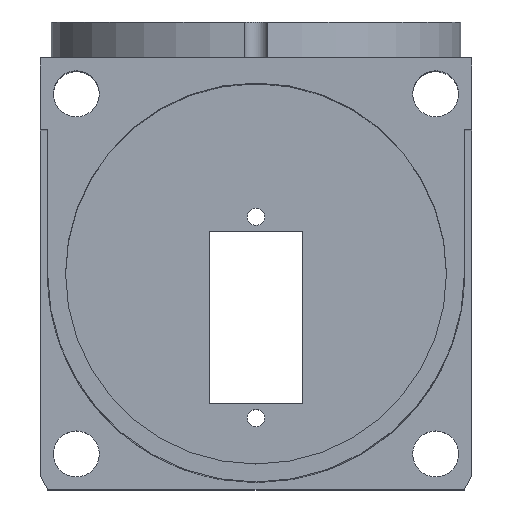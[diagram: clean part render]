
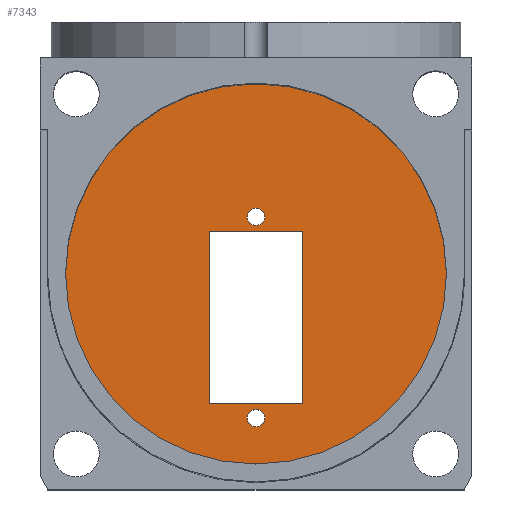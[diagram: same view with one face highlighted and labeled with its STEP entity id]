
A CAD part, top view. The second image highlights one B-rep face of the part: STEP entity #7343.
In plain terms, the highlighted planar face has unit normal (0, 0, 1).
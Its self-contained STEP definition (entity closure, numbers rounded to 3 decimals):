
#549 = CYLINDRICAL_SURFACE('',#550,1.2);
#550 = AXIS2_PLACEMENT_3D('',#551,#552,#553);
#551 = CARTESIAN_POINT('',(0.,-20.,67.));
#552 = DIRECTION('',(0.,0.,1.));
#553 = DIRECTION('',(1.,0.,0.));
#616 = PLANE('',#617);
#617 = AXIS2_PLACEMENT_3D('',#618,#619,#620);
#618 = CARTESIAN_POINT('',(6.5,6.,67.));
#619 = DIRECTION('',(-1.,0.,0.));
#620 = DIRECTION('',(0.,-1.,0.));
#644 = PLANE('',#645);
#645 = AXIS2_PLACEMENT_3D('',#646,#647,#648);
#646 = CARTESIAN_POINT('',(-6.5,6.,67.));
#647 = DIRECTION('',(0.,-1.,0.));
#648 = DIRECTION('',(1.,0.,0.));
#672 = PLANE('',#673);
#673 = AXIS2_PLACEMENT_3D('',#674,#675,#676);
#674 = CARTESIAN_POINT('',(-6.5,-18.,67.));
#675 = DIRECTION('',(1.,0.,0.));
#676 = DIRECTION('',(0.,1.,0.));
#698 = PLANE('',#699);
#699 = AXIS2_PLACEMENT_3D('',#700,#701,#702);
#700 = CARTESIAN_POINT('',(6.5,-18.,67.));
#701 = DIRECTION('',(0.,1.,0.));
#702 = DIRECTION('',(-1.,0.,0.));
#768 = CYLINDRICAL_SURFACE('',#769,1.2);
#769 = AXIS2_PLACEMENT_3D('',#770,#771,#772);
#770 = CARTESIAN_POINT('',(0.,8.,67.));
#771 = DIRECTION('',(0.,0.,1.));
#772 = DIRECTION('',(1.,0.,0.));
#1093 = CYLINDRICAL_SURFACE('',#1094,26.5);
#1094 = AXIS2_PLACEMENT_3D('',#1095,#1096,#1097);
#1095 = CARTESIAN_POINT('',(0.,0.,67.));
#1096 = DIRECTION('',(0.,0.,1.));
#1097 = DIRECTION('',(1.,0.,0.));
#2391 = EDGE_CURVE('',#2392,#2392,#2394,.T.);
#2392 = VERTEX_POINT('',#2393);
#2393 = CARTESIAN_POINT('',(1.2,-20.,5.));
#2394 = SURFACE_CURVE('',#2395,(#2400,#2407),.PCURVE_S1.);
#2395 = CIRCLE('',#2396,1.2);
#2396 = AXIS2_PLACEMENT_3D('',#2397,#2398,#2399);
#2397 = CARTESIAN_POINT('',(0.,-20.,5.));
#2398 = DIRECTION('',(0.,0.,1.));
#2399 = DIRECTION('',(1.,0.,0.));
#2400 = PCURVE('',#549,#2401);
#2401 = DEFINITIONAL_REPRESENTATION('',(#2402),#2406);
#2402 = LINE('',#2403,#2404);
#2403 = CARTESIAN_POINT('',(0.,-62.));
#2404 = VECTOR('',#2405,1.);
#2405 = DIRECTION('',(1.,0.));
#2406 = ( GEOMETRIC_REPRESENTATION_CONTEXT(2) 
PARAMETRIC_REPRESENTATION_CONTEXT() REPRESENTATION_CONTEXT('2D SPACE',''
  ) );
#2407 = PCURVE('',#2408,#2413);
#2408 = PLANE('',#2409);
#2409 = AXIS2_PLACEMENT_3D('',#2410,#2411,#2412);
#2410 = CARTESIAN_POINT('',(0.,0.,5.));
#2411 = DIRECTION('',(0.,0.,1.));
#2412 = DIRECTION('',(1.,0.,0.));
#2413 = DEFINITIONAL_REPRESENTATION('',(#2414),#2418);
#2414 = CIRCLE('',#2415,1.2);
#2415 = AXIS2_PLACEMENT_2D('',#2416,#2417);
#2416 = CARTESIAN_POINT('',(0.,-20.));
#2417 = DIRECTION('',(1.,0.));
#2418 = ( GEOMETRIC_REPRESENTATION_CONTEXT(2) 
PARAMETRIC_REPRESENTATION_CONTEXT() REPRESENTATION_CONTEXT('2D SPACE',''
  ) );
#2500 = EDGE_CURVE('',#2501,#2503,#2505,.T.);
#2501 = VERTEX_POINT('',#2502);
#2502 = CARTESIAN_POINT('',(6.5,6.,5.));
#2503 = VERTEX_POINT('',#2504);
#2504 = CARTESIAN_POINT('',(6.5,-18.,5.));
#2505 = SURFACE_CURVE('',#2506,(#2510,#2517),.PCURVE_S1.);
#2506 = LINE('',#2507,#2508);
#2507 = CARTESIAN_POINT('',(6.5,3.,5.));
#2508 = VECTOR('',#2509,1.);
#2509 = DIRECTION('',(0.,-1.,0.));
#2510 = PCURVE('',#616,#2511);
#2511 = DEFINITIONAL_REPRESENTATION('',(#2512),#2516);
#2512 = LINE('',#2513,#2514);
#2513 = CARTESIAN_POINT('',(3.,-62.));
#2514 = VECTOR('',#2515,1.);
#2515 = DIRECTION('',(1.,0.));
#2516 = ( GEOMETRIC_REPRESENTATION_CONTEXT(2) 
PARAMETRIC_REPRESENTATION_CONTEXT() REPRESENTATION_CONTEXT('2D SPACE',''
  ) );
#2517 = PCURVE('',#2408,#2518);
#2518 = DEFINITIONAL_REPRESENTATION('',(#2519),#2523);
#2519 = LINE('',#2520,#2521);
#2520 = CARTESIAN_POINT('',(6.5,3.));
#2521 = VECTOR('',#2522,1.);
#2522 = DIRECTION('',(0.,-1.));
#2523 = ( GEOMETRIC_REPRESENTATION_CONTEXT(2) 
PARAMETRIC_REPRESENTATION_CONTEXT() REPRESENTATION_CONTEXT('2D SPACE',''
  ) );
#2571 = EDGE_CURVE('',#2503,#2572,#2574,.T.);
#2572 = VERTEX_POINT('',#2573);
#2573 = CARTESIAN_POINT('',(-6.5,-18.,5.));
#2574 = SURFACE_CURVE('',#2575,(#2579,#2586),.PCURVE_S1.);
#2575 = LINE('',#2576,#2577);
#2576 = CARTESIAN_POINT('',(3.25,-18.,5.));
#2577 = VECTOR('',#2578,1.);
#2578 = DIRECTION('',(-1.,0.,0.));
#2579 = PCURVE('',#698,#2580);
#2580 = DEFINITIONAL_REPRESENTATION('',(#2581),#2585);
#2581 = LINE('',#2582,#2583);
#2582 = CARTESIAN_POINT('',(3.25,-62.));
#2583 = VECTOR('',#2584,1.);
#2584 = DIRECTION('',(1.,0.));
#2585 = ( GEOMETRIC_REPRESENTATION_CONTEXT(2) 
PARAMETRIC_REPRESENTATION_CONTEXT() REPRESENTATION_CONTEXT('2D SPACE',''
  ) );
#2586 = PCURVE('',#2408,#2587);
#2587 = DEFINITIONAL_REPRESENTATION('',(#2588),#2592);
#2588 = LINE('',#2589,#2590);
#2589 = CARTESIAN_POINT('',(3.25,-18.));
#2590 = VECTOR('',#2591,1.);
#2591 = DIRECTION('',(-1.,0.));
#2592 = ( GEOMETRIC_REPRESENTATION_CONTEXT(2) 
PARAMETRIC_REPRESENTATION_CONTEXT() REPRESENTATION_CONTEXT('2D SPACE',''
  ) );
#2620 = EDGE_CURVE('',#2621,#2501,#2623,.T.);
#2621 = VERTEX_POINT('',#2622);
#2622 = CARTESIAN_POINT('',(-6.5,6.,5.));
#2623 = SURFACE_CURVE('',#2624,(#2628,#2635),.PCURVE_S1.);
#2624 = LINE('',#2625,#2626);
#2625 = CARTESIAN_POINT('',(-3.25,6.,5.));
#2626 = VECTOR('',#2627,1.);
#2627 = DIRECTION('',(1.,0.,0.));
#2628 = PCURVE('',#644,#2629);
#2629 = DEFINITIONAL_REPRESENTATION('',(#2630),#2634);
#2630 = LINE('',#2631,#2632);
#2631 = CARTESIAN_POINT('',(3.25,-62.));
#2632 = VECTOR('',#2633,1.);
#2633 = DIRECTION('',(1.,0.));
#2634 = ( GEOMETRIC_REPRESENTATION_CONTEXT(2) 
PARAMETRIC_REPRESENTATION_CONTEXT() REPRESENTATION_CONTEXT('2D SPACE',''
  ) );
#2635 = PCURVE('',#2408,#2636);
#2636 = DEFINITIONAL_REPRESENTATION('',(#2637),#2641);
#2637 = LINE('',#2638,#2639);
#2638 = CARTESIAN_POINT('',(-3.25,6.));
#2639 = VECTOR('',#2640,1.);
#2640 = DIRECTION('',(1.,0.));
#2641 = ( GEOMETRIC_REPRESENTATION_CONTEXT(2) 
PARAMETRIC_REPRESENTATION_CONTEXT() REPRESENTATION_CONTEXT('2D SPACE',''
  ) );
#2669 = EDGE_CURVE('',#2572,#2621,#2670,.T.);
#2670 = SURFACE_CURVE('',#2671,(#2675,#2682),.PCURVE_S1.);
#2671 = LINE('',#2672,#2673);
#2672 = CARTESIAN_POINT('',(-6.5,-9.,5.));
#2673 = VECTOR('',#2674,1.);
#2674 = DIRECTION('',(0.,1.,0.));
#2675 = PCURVE('',#672,#2676);
#2676 = DEFINITIONAL_REPRESENTATION('',(#2677),#2681);
#2677 = LINE('',#2678,#2679);
#2678 = CARTESIAN_POINT('',(9.,-62.));
#2679 = VECTOR('',#2680,1.);
#2680 = DIRECTION('',(1.,0.));
#2681 = ( GEOMETRIC_REPRESENTATION_CONTEXT(2) 
PARAMETRIC_REPRESENTATION_CONTEXT() REPRESENTATION_CONTEXT('2D SPACE',''
  ) );
#2682 = PCURVE('',#2408,#2683);
#2683 = DEFINITIONAL_REPRESENTATION('',(#2684),#2688);
#2684 = LINE('',#2685,#2686);
#2685 = CARTESIAN_POINT('',(-6.5,-9.));
#2686 = VECTOR('',#2687,1.);
#2687 = DIRECTION('',(0.,1.));
#2688 = ( GEOMETRIC_REPRESENTATION_CONTEXT(2) 
PARAMETRIC_REPRESENTATION_CONTEXT() REPRESENTATION_CONTEXT('2D SPACE',''
  ) );
#3242 = EDGE_CURVE('',#3243,#3243,#3245,.T.);
#3243 = VERTEX_POINT('',#3244);
#3244 = CARTESIAN_POINT('',(1.2,8.,5.));
#3245 = SURFACE_CURVE('',#3246,(#3251,#3258),.PCURVE_S1.);
#3246 = CIRCLE('',#3247,1.2);
#3247 = AXIS2_PLACEMENT_3D('',#3248,#3249,#3250);
#3248 = CARTESIAN_POINT('',(0.,8.,5.));
#3249 = DIRECTION('',(0.,0.,1.));
#3250 = DIRECTION('',(1.,0.,0.));
#3251 = PCURVE('',#768,#3252);
#3252 = DEFINITIONAL_REPRESENTATION('',(#3253),#3257);
#3253 = LINE('',#3254,#3255);
#3254 = CARTESIAN_POINT('',(0.,-62.));
#3255 = VECTOR('',#3256,1.);
#3256 = DIRECTION('',(1.,0.));
#3257 = ( GEOMETRIC_REPRESENTATION_CONTEXT(2) 
PARAMETRIC_REPRESENTATION_CONTEXT() REPRESENTATION_CONTEXT('2D SPACE',''
  ) );
#3258 = PCURVE('',#2408,#3259);
#3259 = DEFINITIONAL_REPRESENTATION('',(#3260),#3264);
#3260 = CIRCLE('',#3261,1.2);
#3261 = AXIS2_PLACEMENT_2D('',#3262,#3263);
#3262 = CARTESIAN_POINT('',(0.,8.));
#3263 = DIRECTION('',(1.,0.));
#3264 = ( GEOMETRIC_REPRESENTATION_CONTEXT(2) 
PARAMETRIC_REPRESENTATION_CONTEXT() REPRESENTATION_CONTEXT('2D SPACE',''
  ) );
#6021 = VERTEX_POINT('',#6022);
#6022 = CARTESIAN_POINT('',(26.5,0.,5.));
#6043 = EDGE_CURVE('',#6021,#6021,#6044,.T.);
#6044 = SURFACE_CURVE('',#6045,(#6050,#6057),.PCURVE_S1.);
#6045 = CIRCLE('',#6046,26.5);
#6046 = AXIS2_PLACEMENT_3D('',#6047,#6048,#6049);
#6047 = CARTESIAN_POINT('',(0.,0.,5.));
#6048 = DIRECTION('',(0.,0.,1.));
#6049 = DIRECTION('',(1.,0.,0.));
#6050 = PCURVE('',#1093,#6051);
#6051 = DEFINITIONAL_REPRESENTATION('',(#6052),#6056);
#6052 = LINE('',#6053,#6054);
#6053 = CARTESIAN_POINT('',(0.,-62.));
#6054 = VECTOR('',#6055,1.);
#6055 = DIRECTION('',(1.,0.));
#6056 = ( GEOMETRIC_REPRESENTATION_CONTEXT(2) 
PARAMETRIC_REPRESENTATION_CONTEXT() REPRESENTATION_CONTEXT('2D SPACE',''
  ) );
#6057 = PCURVE('',#2408,#6058);
#6058 = DEFINITIONAL_REPRESENTATION('',(#6059),#6063);
#6059 = CIRCLE('',#6060,26.5);
#6060 = AXIS2_PLACEMENT_2D('',#6061,#6062);
#6061 = CARTESIAN_POINT('',(0.,0.));
#6062 = DIRECTION('',(1.,0.));
#6063 = ( GEOMETRIC_REPRESENTATION_CONTEXT(2) 
PARAMETRIC_REPRESENTATION_CONTEXT() REPRESENTATION_CONTEXT('2D SPACE',''
  ) );
#7343 = ADVANCED_FACE('',(#7344,#7347,#7350,#7356),#2408,.T.);
#7344 = FACE_BOUND('',#7345,.T.);
#7345 = EDGE_LOOP('',(#7346));
#7346 = ORIENTED_EDGE('',*,*,#6043,.T.);
#7347 = FACE_BOUND('',#7348,.T.);
#7348 = EDGE_LOOP('',(#7349));
#7349 = ORIENTED_EDGE('',*,*,#2391,.F.);
#7350 = FACE_BOUND('',#7351,.T.);
#7351 = EDGE_LOOP('',(#7352,#7353,#7354,#7355));
#7352 = ORIENTED_EDGE('',*,*,#2669,.T.);
#7353 = ORIENTED_EDGE('',*,*,#2620,.T.);
#7354 = ORIENTED_EDGE('',*,*,#2500,.T.);
#7355 = ORIENTED_EDGE('',*,*,#2571,.T.);
#7356 = FACE_BOUND('',#7357,.T.);
#7357 = EDGE_LOOP('',(#7358));
#7358 = ORIENTED_EDGE('',*,*,#3242,.F.);
